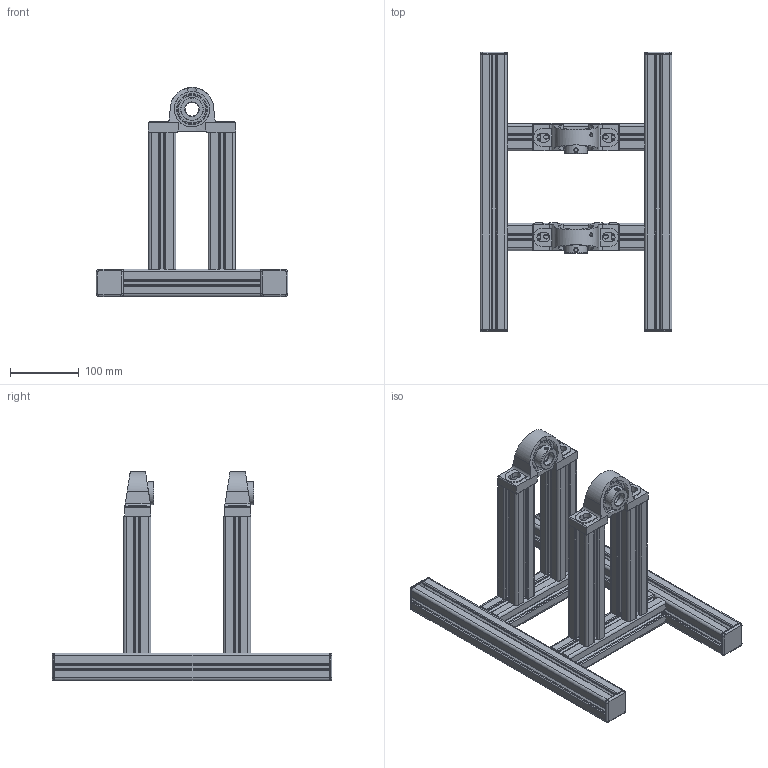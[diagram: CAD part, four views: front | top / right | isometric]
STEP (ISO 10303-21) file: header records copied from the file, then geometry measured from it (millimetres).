
FILE_DESCRIPTION(/* description */ (''),/* implementation_level */ '2;1');
FILE_NAME(/* name */ 'Base.stp',/* time_stamp */ '2025-02-27T10:47:29+01:00',/* author */ ('12064'),/* organization */ (''),/* preprocessor_version */ 'ST-DEVELOPER v19.2',/* originating_system */ 'Autodesk Inventor 2024',/* authorisation */ '');
FILE_SCHEMA (('AUTOMOTIVE_DESIGN { 1 0 10303 214 3 1 1 }'));
Length unit declared in the file: millimetre
Products named in the file (6): Itemrahmen; Item_500_Bodenfuss; Item_200_Bodenquerverbindung; Item_400_Streben; item_0049433_abdeckkappe_profil_st_8_40x40_details_3; snr_esp204_0
Assembly tree (14 placements, depth 2):
  Itemrahmen
    Item_500_Bodenfuss  x2
    Item_200_Bodenquerverbindung  x2
    Item_400_Streben  x4
    item_0049433_abdeckkappe_profil_st_8_40x40_details_3  x4
    snr_esp204_0  x2
Bounding box: 280 x 408 x 305 mm (x, y, z)
Volume: 2084192 mm3; surface area: 745581.1 mm2
Topology: 14 solids, 18 shells, 912 faces, 2488 edges, 1644 vertices
Faces by surface type: cylinder 466, plane 386, bspline 16, torus 16, sphere 14, cone 14
Full cylindrical faces by diameter (mm): 0.7 x8, 4.918 x2, 6 x2, 6.8 x8, 20 x4, 29.97 x8, 33.3 x2, 39.869 x4, 51.7 x4
Entity records: 12757 total; most frequent: CARTESIAN_POINT 2662, DIRECTION 2113, ORIENTED_EDGE 1970, EDGE_CURVE 985, AXIS2_PLACEMENT_3D 777, VERTEX_POINT 652, LINE 559, VECTOR 559
